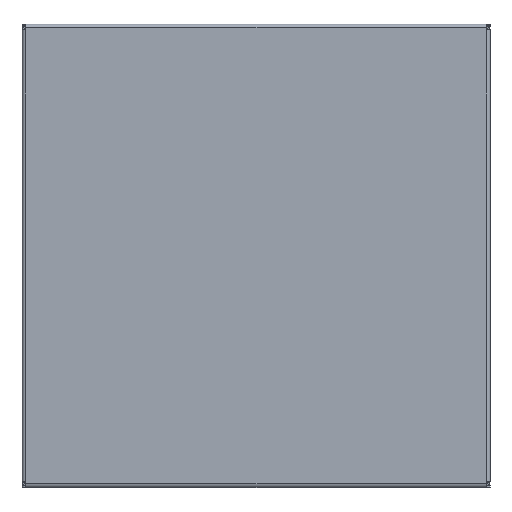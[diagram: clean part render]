
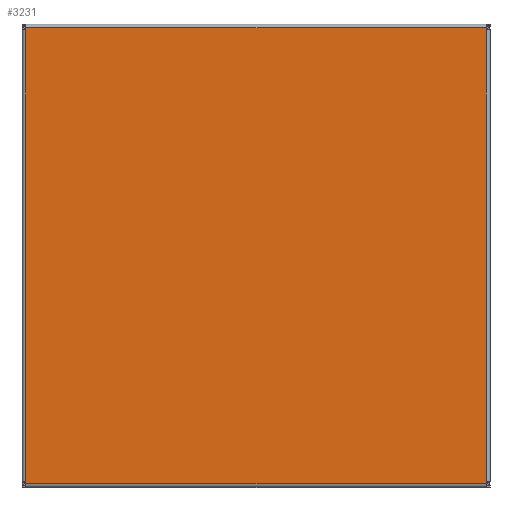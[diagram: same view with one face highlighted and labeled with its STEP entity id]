
A CAD part, top view. The second image highlights one B-rep face of the part: STEP entity #3231.
In plain terms, the highlighted planar face has unit normal (0, 0, 1).
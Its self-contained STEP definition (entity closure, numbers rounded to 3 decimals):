
#214=PLANE('',#3571);
#391=FACE_OUTER_BOUND('',#663,.T.);
#663=EDGE_LOOP('',(#2964,#2965,#2966,#2967,#2968,#2969,#2970,#2971));
#909=LINE('',#5304,#1191);
#914=LINE('',#5317,#1196);
#928=LINE('',#5383,#1210);
#931=LINE('',#5389,#1213);
#934=LINE('',#5398,#1216);
#939=LINE('',#5416,#1221);
#943=LINE('',#5425,#1225);
#945=LINE('',#5429,#1227);
#1191=VECTOR('',#4345,195.038);
#1196=VECTOR('',#4362,195.038);
#1210=VECTOR('',#4464,0.894);
#1213=VECTOR('',#4469,0.894);
#1216=VECTOR('',#4480,198.849);
#1221=VECTOR('',#4507,198.849);
#1225=VECTOR('',#4519,0.894);
#1227=VECTOR('',#4525,0.894);
#1642=VERTEX_POINT('',#5287);
#1645=VERTEX_POINT('',#5298);
#1646=VERTEX_POINT('',#5302);
#1648=VERTEX_POINT('',#5313);
#1656=VERTEX_POINT('',#5382);
#1658=VERTEX_POINT('',#5388);
#1660=VERTEX_POINT('',#5397);
#1662=VERTEX_POINT('',#5405);
#2039=EDGE_CURVE('',#1645,#1646,#909,.T.);
#2046=EDGE_CURVE('',#1648,#1642,#914,.T.);
#2074=EDGE_CURVE('',#1656,#1648,#928,.T.);
#2077=EDGE_CURVE('',#1658,#1645,#931,.T.);
#2082=EDGE_CURVE('',#1660,#1656,#934,.T.);
#2092=EDGE_CURVE('',#1662,#1658,#939,.T.);
#2097=EDGE_CURVE('',#1642,#1662,#943,.T.);
#2099=EDGE_CURVE('',#1646,#1660,#945,.T.);
#2964=ORIENTED_EDGE('',*,*,#2074,.T.);
#2965=ORIENTED_EDGE('',*,*,#2046,.T.);
#2966=ORIENTED_EDGE('',*,*,#2097,.T.);
#2967=ORIENTED_EDGE('',*,*,#2092,.T.);
#2968=ORIENTED_EDGE('',*,*,#2077,.T.);
#2969=ORIENTED_EDGE('',*,*,#2039,.T.);
#2970=ORIENTED_EDGE('',*,*,#2099,.T.);
#2971=ORIENTED_EDGE('',*,*,#2082,.T.);
#3231=ADVANCED_FACE('',(#391),#214,.T.);
#3571=AXIS2_PLACEMENT_3D('',#5431,#4528,#4529);
#4345=DIRECTION('',(0.,1.,0.));
#4362=DIRECTION('',(0.,-1.,0.));
#4464=DIRECTION('',(0.,-1.,0.));
#4469=DIRECTION('',(0.,1.,0.));
#4480=DIRECTION('',(-1.,0.,0.));
#4507=DIRECTION('',(1.,0.,0.));
#4519=DIRECTION('',(0.,-1.,0.));
#4525=DIRECTION('',(0.,1.,0.));
#4528=DIRECTION('center_axis',(0.,0.,1.));
#4529=DIRECTION('ref_axis',(1.,0.,0.));
#5287=CARTESIAN_POINT('',(-99.424,-97.519,0.794));
#5298=CARTESIAN_POINT('',(99.424,-97.519,0.794));
#5302=CARTESIAN_POINT('',(99.424,97.519,0.794));
#5304=CARTESIAN_POINT('',(99.424,-49.206,0.794));
#5313=CARTESIAN_POINT('',(-99.424,97.519,0.794));
#5317=CARTESIAN_POINT('',(-99.424,49.206,0.794));
#5382=CARTESIAN_POINT('',(-99.424,98.413,0.794));
#5383=CARTESIAN_POINT('',(-99.424,49.206,0.794));
#5388=CARTESIAN_POINT('',(99.424,-98.412,0.794));
#5389=CARTESIAN_POINT('',(99.424,-49.206,0.794));
#5397=CARTESIAN_POINT('',(99.424,98.413,0.794));
#5398=CARTESIAN_POINT('',(50.506,98.413,0.794));
#5405=CARTESIAN_POINT('',(-99.424,-98.412,0.794));
#5416=CARTESIAN_POINT('',(-50.506,-98.412,0.794));
#5425=CARTESIAN_POINT('',(-99.424,49.206,0.794));
#5429=CARTESIAN_POINT('',(99.424,-49.206,0.794));
#5431=CARTESIAN_POINT('Origin',(0.,0.,
0.794));
